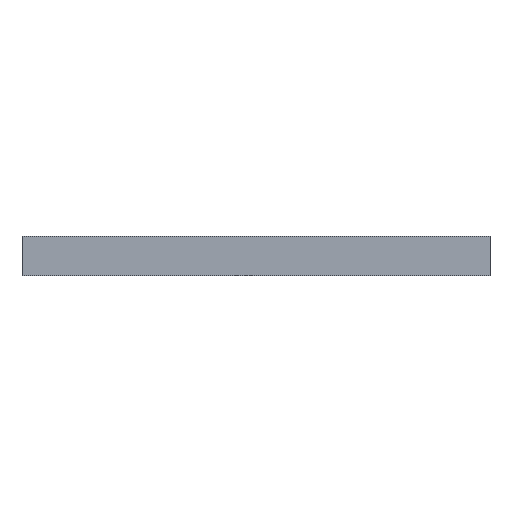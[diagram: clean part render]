
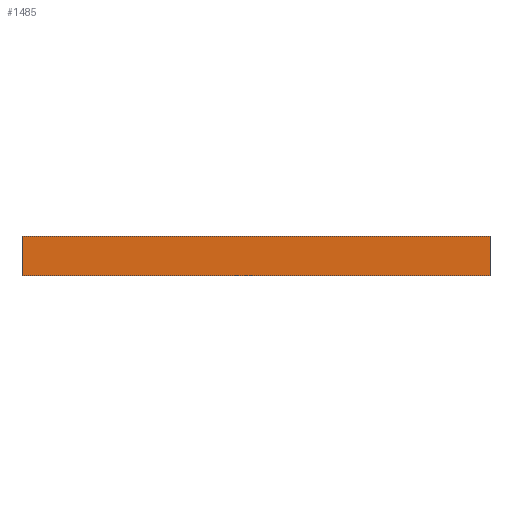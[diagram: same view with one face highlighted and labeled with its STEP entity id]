
A CAD part, front view. The second image highlights one B-rep face of the part: STEP entity #1485.
In plain terms, the highlighted planar face has unit normal (0, -1, 0).
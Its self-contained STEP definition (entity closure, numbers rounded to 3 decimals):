
#69 = VECTOR ( 'NONE', #1435, 1000. ) ;
#255 = FACE_OUTER_BOUND ( 'NONE', #1025, .T. ) ;
#263 = PLANE ( 'NONE',  #394 ) ;
#286 = DIRECTION ( 'NONE',  ( 0., 1., 0. ) ) ;
#350 = VERTEX_POINT ( 'NONE', #2017 ) ;
#394 = AXIS2_PLACEMENT_3D ( 'NONE', #1161, #286, #645 ) ;
#459 = CARTESIAN_POINT ( 'NONE',  ( -48., -60., 0. ) ) ;
#547 = VECTOR ( 'NONE', #1156, 1000. ) ;
#562 = LINE ( 'NONE', #1446, #2193 ) ;
#645 = DIRECTION ( 'NONE',  ( 0., 0., 1. ) ) ;
#748 = CARTESIAN_POINT ( 'NONE',  ( -48., -60., 8. ) ) ;
#775 = ORIENTED_EDGE ( 'NONE', *, *, #2050, .F. ) ;
#780 = CARTESIAN_POINT ( 'NONE',  ( -48., -60., 8. ) ) ;
#797 = LINE ( 'NONE', #1818, #1383 ) ;
#884 = LINE ( 'NONE', #748, #69 ) ;
#1025 = EDGE_LOOP ( 'NONE', ( #775, #1958, #1537, #1795 ) ) ;
#1103 = VERTEX_POINT ( 'NONE', #1757 ) ;
#1156 = DIRECTION ( 'NONE',  ( 1., 0., 0. ) ) ;
#1161 = CARTESIAN_POINT ( 'NONE',  ( -48., -60., 8. ) ) ;
#1383 = VECTOR ( 'NONE', #1852, 1000. ) ;
#1435 = DIRECTION ( 'NONE',  ( 0., 0., -1. ) ) ;
#1446 = CARTESIAN_POINT ( 'NONE',  ( 48., -60., 8. ) ) ;
#1474 = VERTEX_POINT ( 'NONE', #459 ) ;
#1482 = EDGE_CURVE ( 'NONE', #1474, #1103, #797, .T. ) ;
#1485 = ADVANCED_FACE ( 'NONE', ( #255 ), #263, .F. ) ;
#1537 = ORIENTED_EDGE ( 'NONE', *, *, #1482, .T. ) ;
#1757 = CARTESIAN_POINT ( 'NONE',  ( 48., -60., 0. ) ) ;
#1793 = DIRECTION ( 'NONE',  ( 0., 0., -1. ) ) ;
#1795 = ORIENTED_EDGE ( 'NONE', *, *, #2008, .F. ) ;
#1818 = CARTESIAN_POINT ( 'NONE',  ( -48., -60., 0. ) ) ;
#1825 = LINE ( 'NONE', #2021, #547 ) ;
#1852 = DIRECTION ( 'NONE',  ( 1., 0., 0. ) ) ;
#1958 = ORIENTED_EDGE ( 'NONE', *, *, #2005, .T. ) ;
#2005 = EDGE_CURVE ( 'NONE', #2115, #1474, #884, .T. ) ;
#2008 = EDGE_CURVE ( 'NONE', #350, #1103, #562, .T. ) ;
#2017 = CARTESIAN_POINT ( 'NONE',  ( 48., -60., 8. ) ) ;
#2021 = CARTESIAN_POINT ( 'NONE',  ( -48., -60., 8. ) ) ;
#2050 = EDGE_CURVE ( 'NONE', #2115, #350, #1825, .T. ) ;
#2115 = VERTEX_POINT ( 'NONE', #780 ) ;
#2193 = VECTOR ( 'NONE', #1793, 1000. ) ;
